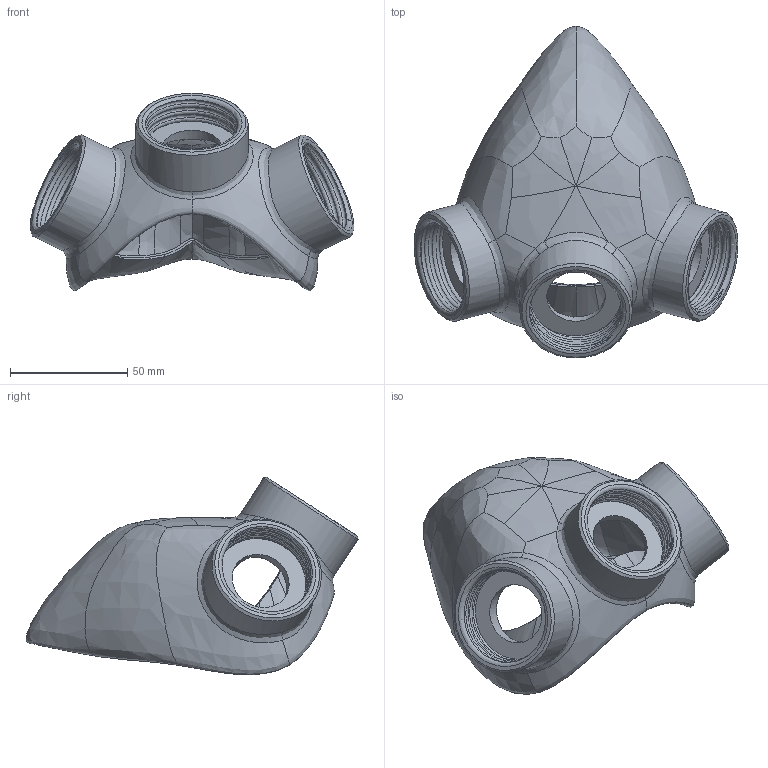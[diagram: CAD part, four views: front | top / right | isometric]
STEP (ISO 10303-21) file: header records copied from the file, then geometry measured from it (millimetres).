
FILE_DESCRIPTION(/* description */ (''),/* implementation_level */ '2;1');
FILE_NAME(/* name */ 'SplineRespirator.step',/* time_stamp */ '2021-03-08T20:16:11-05:00',/* author */ (''),/* organization */ (''),/* preprocessor_version */ 'ST-DEVELOPER v18.1',/* originating_system */ 'Autodesk Translation Framework v9.10.0.1330',/* authorisation */ '');
FILE_SCHEMA (('AUTOMOTIVE_DESIGN { 1 0 10303 214 3 1 1 }'));
Length unit declared in the file: millimetre
Products named in the file (1): SplineRespirator
Bounding box: 138.07 x 141.48 x 84.15 mm (x, y, z)
Volume: 103290.1 mm3; surface area: 67398.9 mm2
Topology: 1 solids, 1 shells, 105 faces, 296 edges, 193 vertices
Faces by surface type: bspline 87, cylinder 6, plane 6, torus 3, cone 3
Full cylindrical faces by diameter (mm): 25 x3, 48 x3
Entity records: 34221 total; most frequent: CARTESIAN_POINT 32196, ORIENTED_EDGE 592, EDGE_CURVE 296, B_SPLINE_CURVE_WITH_KNOTS 247, VERTEX_POINT 193, EDGE_LOOP 111, DIRECTION 111, FACE_OUTER_BOUND 105
